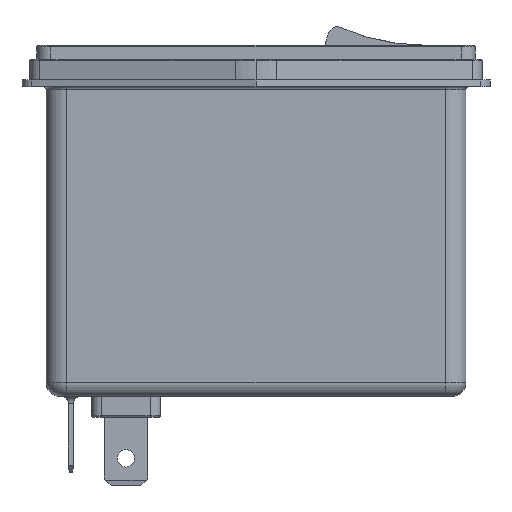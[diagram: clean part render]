
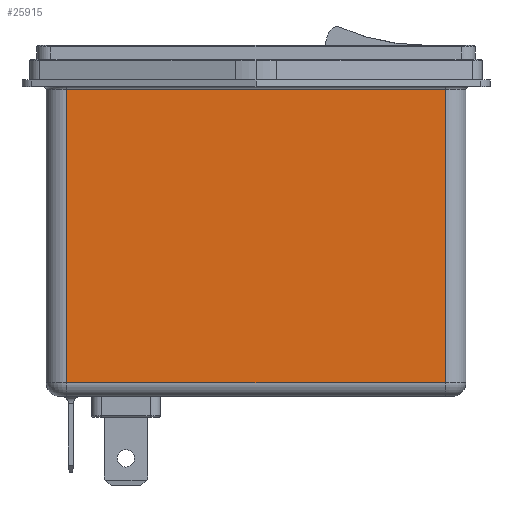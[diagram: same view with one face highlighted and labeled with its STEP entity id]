
A CAD part, left-side view. The second image highlights one B-rep face of the part: STEP entity #25915.
In plain terms, the highlighted planar face has unit normal (-1, 0, 0).
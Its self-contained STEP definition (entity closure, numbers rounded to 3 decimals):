
#2597 = CARTESIAN_POINT ( 'NONE',  ( -14.5, -27.5, -43. ) ) ;
#3320 = CARTESIAN_POINT ( 'NONE',  ( -14.5, -27.5, -45. ) ) ;
#5381 = EDGE_CURVE ( 'NONE', #17802, #39543, #25927, .T. ) ;
#6021 = VECTOR ( 'NONE', #6591, 1000. ) ;
#6591 = DIRECTION ( 'NONE',  ( 0., 1., 0. ) ) ;
#6865 = VERTEX_POINT ( 'NONE', #47127 ) ;
#7737 = DIRECTION ( 'NONE',  ( 0., 0., 1. ) ) ;
#9407 = AXIS2_PLACEMENT_3D ( 'NONE', #49237, #32066, #27641 ) ;
#10605 = EDGE_LOOP ( 'NONE', ( #52448, #25525, #50493, #52665 ) ) ;
#10760 = PLANE ( 'NONE',  #9407 ) ;
#11005 = CARTESIAN_POINT ( 'NONE',  ( -14.5, 30.5, -0.4 ) ) ;
#11303 = CARTESIAN_POINT ( 'NONE',  ( -14.5, 27.5, -0.4 ) ) ;
#13748 = CARTESIAN_POINT ( 'NONE',  ( -14.5, 27.5, -45. ) ) ;
#17802 = VERTEX_POINT ( 'NONE', #11303 ) ;
#19986 = VECTOR ( 'NONE', #7737, 1000. ) ;
#23603 = LINE ( 'NONE', #2597, #26874 ) ;
#25525 = ORIENTED_EDGE ( 'NONE', *, *, #40734, .T. ) ;
#25915 = ADVANCED_FACE ( 'NONE', ( #53128 ), #10760, .F. ) ;
#25927 = LINE ( 'NONE', #13748, #25985 ) ;
#25985 = VECTOR ( 'NONE', #43378, 1000. ) ;
#26874 = VECTOR ( 'NONE', #48531, 1000. ) ;
#27641 = DIRECTION ( 'NONE',  ( 0., -1., 0. ) ) ;
#29357 = EDGE_CURVE ( 'NONE', #6865, #31387, #41227, .T. ) ;
#31387 = VERTEX_POINT ( 'NONE', #50274 ) ;
#32066 = DIRECTION ( 'NONE',  ( 1., 0., 0. ) ) ;
#34745 = CARTESIAN_POINT ( 'NONE',  ( -14.5, 27.5, -43. ) ) ;
#37727 = EDGE_CURVE ( 'NONE', #31387, #17802, #40639, .T. ) ;
#39543 = VERTEX_POINT ( 'NONE', #34745 ) ;
#40639 = LINE ( 'NONE', #11005, #6021 ) ;
#40734 = EDGE_CURVE ( 'NONE', #39543, #6865, #23603, .T. ) ;
#41227 = LINE ( 'NONE', #3320, #19986 ) ;
#43378 = DIRECTION ( 'NONE',  ( 0., 0., -1. ) ) ;
#47127 = CARTESIAN_POINT ( 'NONE',  ( -14.5, -27.5, -43. ) ) ;
#48531 = DIRECTION ( 'NONE',  ( 0., -1., 0. ) ) ;
#49237 = CARTESIAN_POINT ( 'NONE',  ( -14.5, 30.5, -45. ) ) ;
#50274 = CARTESIAN_POINT ( 'NONE',  ( -14.5, -27.5, -0.4 ) ) ;
#50493 = ORIENTED_EDGE ( 'NONE', *, *, #29357, .T. ) ;
#52448 = ORIENTED_EDGE ( 'NONE', *, *, #5381, .T. ) ;
#52665 = ORIENTED_EDGE ( 'NONE', *, *, #37727, .T. ) ;
#53128 = FACE_OUTER_BOUND ( 'NONE', #10605, .T. ) ;
